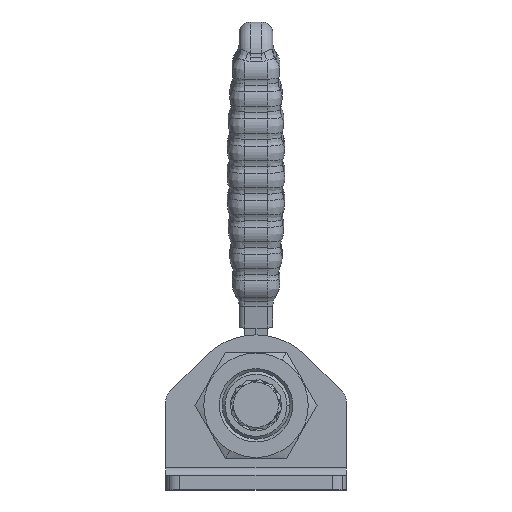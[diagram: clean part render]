
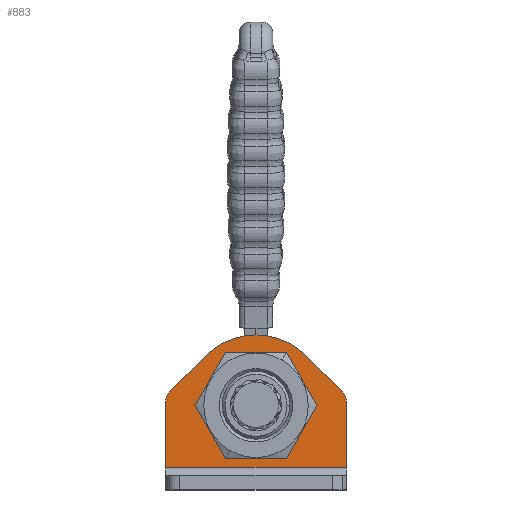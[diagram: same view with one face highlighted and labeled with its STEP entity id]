
A CAD part, top view. The second image highlights one B-rep face of the part: STEP entity #883.
In plain terms, the highlighted planar face has unit normal (0, 0, 1).
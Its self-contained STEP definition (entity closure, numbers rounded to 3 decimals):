
#90=CARTESIAN_POINT('',(0.,25.0,5.0));
#91=VERTEX_POINT('',#90);
#107=CARTESIAN_POINT('',(-17.678,17.678,5.0));
#108=VERTEX_POINT('',#107);
#115=CARTESIAN_POINT('',(0.,0.0,5.0));
#116=DIRECTION('',(0.0,0.0,1.0));
#117=DIRECTION('',(0.0,1.0,0.0));
#118=AXIS2_PLACEMENT_3D('',#115,#116,#117);
#119=CIRCLE('',#118,25.0);
#120=EDGE_CURVE('',#91,#108,#119,.T.);
#153=CARTESIAN_POINT('',(12.125,0.,5.0));
#154=VERTEX_POINT('',#153);
#179=CARTESIAN_POINT('',(-12.125,0.,5.0));
#180=VERTEX_POINT('',#179);
#187=CARTESIAN_POINT('',(0.0,0.0,5.0));
#188=DIRECTION('',(0.0,0.0,-1.0));
#189=DIRECTION('',(1.0,0.0,0.0));
#190=AXIS2_PLACEMENT_3D('',#187,#188,#189);
#191=CIRCLE('',#190,12.125);
#192=EDGE_CURVE('',#154,#180,#191,.T.);
#204=CARTESIAN_POINT('',(-31.619,3.198,5.));
#205=VERTEX_POINT('',#204);
#221=CARTESIAN_POINT('',(-32.0,1.284,5.0));
#222=VERTEX_POINT('',#221);
#229=CARTESIAN_POINT('',(-27.,1.284,5.));
#230=DIRECTION('',(0.,0.,-1.));
#231=DIRECTION('',(-0.924,0.383,0.));
#232=AXIS2_PLACEMENT_3D('',#229,#230,#231);
#233=CIRCLE('',#232,5.);
#234=EDGE_CURVE('',#222,#205,#233,.T.);
#288=CARTESIAN_POINT('',(31.619,3.198,5.0));
#289=VERTEX_POINT('',#288);
#305=CARTESIAN_POINT('',(30.536,4.82,5.));
#306=VERTEX_POINT('',#305);
#313=CARTESIAN_POINT('',(27.,1.284,5.0));
#314=DIRECTION('',(0.,0.,-1.));
#315=DIRECTION('',(0.924,0.383,0.));
#316=AXIS2_PLACEMENT_3D('',#313,#314,#315);
#317=CIRCLE('',#316,5.0);
#318=EDGE_CURVE('',#306,#289,#317,.T.);
#689=CARTESIAN_POINT('',(32.,1.284,5.));
#690=VERTEX_POINT('',#689);
#697=CARTESIAN_POINT('',(32.,-22.0,5.));
#698=VERTEX_POINT('',#697);
#699=CARTESIAN_POINT('',(32.,-22.0,5.));
#700=DIRECTION('',(0.0,1.0,0.0));
#701=VECTOR('',#700,23.284);
#702=LINE('',#699,#701);
#703=EDGE_CURVE('',#698,#690,#702,.T.);
#722=CARTESIAN_POINT('',(27.,1.284,5.0));
#723=DIRECTION('',(0.,0.,-1.));
#724=DIRECTION('',(0.924,0.383,0.));
#725=AXIS2_PLACEMENT_3D('',#722,#723,#724);
#726=CIRCLE('',#725,5.0);
#727=EDGE_CURVE('',#289,#690,#726,.T.);
#808=CARTESIAN_POINT('',(-14.008,-3.023,5.0));
#809=DIRECTION('',(0.0,0.0,1.0));
#810=DIRECTION('',(1.0,0.0,0.0));
#811=AXIS2_PLACEMENT_3D('',#808,#809,#810);
#812=PLANE('',#811);
#813=ORIENTED_EDGE('',*,*,#318,.F.);
#814=CARTESIAN_POINT('',(17.678,17.678,5.));
#815=VERTEX_POINT('',#814);
#816=CARTESIAN_POINT('',(30.536,4.82,5.));
#817=DIRECTION('',(-0.707,0.707,0.));
#818=VECTOR('',#817,18.184);
#819=LINE('',#816,#818);
#820=EDGE_CURVE('',#306,#815,#819,.T.);
#821=ORIENTED_EDGE('',*,*,#820,.T.);
#822=CARTESIAN_POINT('',(0.,0.0,5.0));
#823=DIRECTION('',(0.0,0.0,1.0));
#824=DIRECTION('',(0.0,1.0,0.0));
#825=AXIS2_PLACEMENT_3D('',#822,#823,#824);
#826=CIRCLE('',#825,25.0);
#827=EDGE_CURVE('',#815,#91,#826,.T.);
#828=ORIENTED_EDGE('',*,*,#827,.T.);
#829=ORIENTED_EDGE('',*,*,#120,.T.);
#830=CARTESIAN_POINT('',(-30.536,4.82,5.0));
#831=VERTEX_POINT('',#830);
#832=CARTESIAN_POINT('',(-30.536,4.82,5.0));
#833=DIRECTION('',(0.707,0.707,0.0));
#834=VECTOR('',#833,18.184);
#835=LINE('',#832,#834);
#836=EDGE_CURVE('',#831,#108,#835,.T.);
#837=ORIENTED_EDGE('',*,*,#836,.F.);
#838=CARTESIAN_POINT('',(-27.,1.284,5.));
#839=DIRECTION('',(0.,0.,-1.));
#840=DIRECTION('',(-0.924,0.383,0.));
#841=AXIS2_PLACEMENT_3D('',#838,#839,#840);
#842=CIRCLE('',#841,5.);
#843=EDGE_CURVE('',#205,#831,#842,.T.);
#844=ORIENTED_EDGE('',*,*,#843,.F.);
#845=ORIENTED_EDGE('',*,*,#234,.F.);
#846=CARTESIAN_POINT('',(-32.,-22.0,5.0));
#847=VERTEX_POINT('',#846);
#848=CARTESIAN_POINT('',(-32.,-22.0,5.0));
#849=DIRECTION('',(0.0,1.0,0.0));
#850=VECTOR('',#849,23.284);
#851=LINE('',#848,#850);
#852=EDGE_CURVE('',#847,#222,#851,.T.);
#853=ORIENTED_EDGE('',*,*,#852,.F.);
#854=CARTESIAN_POINT('',(-32.,-22.0,5.0));
#855=DIRECTION('',(1.0,0.0,0.0));
#856=VECTOR('',#855,64.);
#857=LINE('',#854,#856);
#858=EDGE_CURVE('',#847,#698,#857,.T.);
#859=ORIENTED_EDGE('',*,*,#858,.T.);
#860=ORIENTED_EDGE('',*,*,#703,.T.);
#861=ORIENTED_EDGE('',*,*,#727,.F.);
#862=EDGE_LOOP('',(#813,#821,#828,#829,#837,#844,#845,#853,#859,#860,#861));
#863=FACE_OUTER_BOUND('',#862,.T.);
#864=CARTESIAN_POINT('',(0.,12.125,5.0));
#865=VERTEX_POINT('',#864);
#866=CARTESIAN_POINT('',(0.0,0.0,5.0));
#867=DIRECTION('',(0.0,0.0,-1.0));
#868=DIRECTION('',(1.0,0.0,0.0));
#869=AXIS2_PLACEMENT_3D('',#866,#867,#868);
#870=CIRCLE('',#869,12.125);
#871=EDGE_CURVE('',#865,#154,#870,.T.);
#872=ORIENTED_EDGE('',*,*,#871,.T.);
#873=ORIENTED_EDGE('',*,*,#192,.T.);
#874=CARTESIAN_POINT('',(0.0,0.0,5.0));
#875=DIRECTION('',(0.0,0.0,-1.0));
#876=DIRECTION('',(1.0,0.0,0.0));
#877=AXIS2_PLACEMENT_3D('',#874,#875,#876);
#878=CIRCLE('',#877,12.125);
#879=EDGE_CURVE('',#180,#865,#878,.T.);
#880=ORIENTED_EDGE('',*,*,#879,.T.);
#881=EDGE_LOOP('',(#872,#873,#880));
#882=FACE_BOUND('',#881,.T.);
#883=ADVANCED_FACE('',(#863,#882),#812,.T.);
